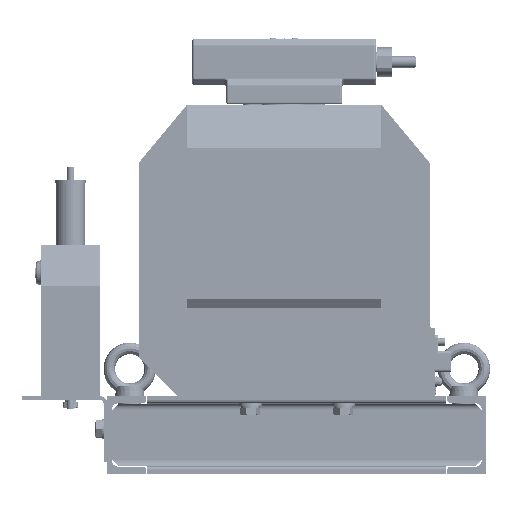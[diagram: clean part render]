
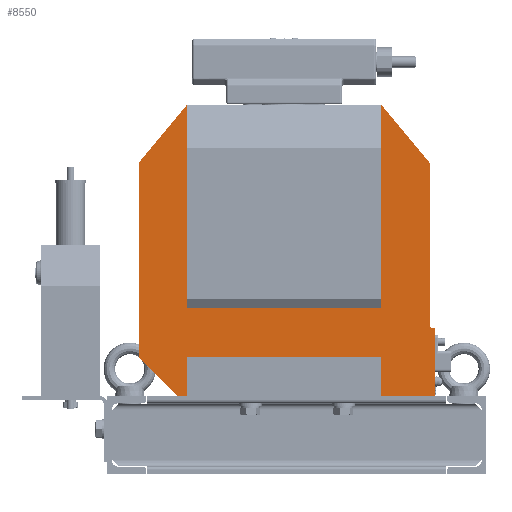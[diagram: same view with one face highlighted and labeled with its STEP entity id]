
A CAD part, front view. The second image highlights one B-rep face of the part: STEP entity #8550.
In plain terms, the highlighted planar face has unit normal (0, -1, 0).
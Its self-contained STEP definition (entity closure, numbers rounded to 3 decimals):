
#8550=ADVANCED_FACE('',(#29596),#29598,.T.);
#29596=FACE_BOUND('',#29597,.T.);
#29597=EDGE_LOOP('',(#45651,#45652,#45653,#45654,#45655,#45656,#45657,#45658,#45659,
#45660,#45661,#45662,#45663,#45664,#45665));
#29598=PLANE('',#29599);
#29599=AXIS2_PLACEMENT_3D('',#29600,#29601,#29602);
#29600=CARTESIAN_POINT('',(150.,-70.,150.));
#29601=DIRECTION('',(0.,-1.,0.));
#29602=DIRECTION('',(-1.,0.,0.));
#45651=ORIENTED_EDGE('',*,*,#52057,.T.);
#45652=ORIENTED_EDGE('',*,*,#52058,.T.);
#45653=ORIENTED_EDGE('',*,*,#52059,.F.);
#45654=ORIENTED_EDGE('',*,*,#52060,.F.);
#45655=ORIENTED_EDGE('',*,*,#52061,.T.);
#45656=ORIENTED_EDGE('',*,*,#52062,.T.);
#45657=ORIENTED_EDGE('',*,*,#52063,.T.);
#45658=ORIENTED_EDGE('',*,*,#52064,.F.);
#45659=ORIENTED_EDGE('',*,*,#52065,.F.);
#45660=ORIENTED_EDGE('',*,*,#52066,.T.);
#45661=ORIENTED_EDGE('',*,*,#52067,.T.);
#45662=ORIENTED_EDGE('',*,*,#52068,.F.);
#45663=ORIENTED_EDGE('',*,*,#52069,.T.);
#45664=ORIENTED_EDGE('',*,*,#52040,.T.);
#45665=ORIENTED_EDGE('',*,*,#52027,.F.);
#52027=EDGE_CURVE('',#55663,#55659,#55665,.T.);
#52040=EDGE_CURVE('',#55686,#55659,#55687,.T.);
#52057=EDGE_CURVE('',#55663,#55716,#55718,.F.);
#52058=EDGE_CURVE('',#55716,#55719,#55720,.T.);
#52059=EDGE_CURVE('',#55721,#55719,#55722,.T.);
#52060=EDGE_CURVE('',#55723,#55721,#55724,.T.);
#52061=EDGE_CURVE('',#55723,#55725,#55726,.F.);
#52062=EDGE_CURVE('',#55725,#55727,#55728,.T.);
#52063=EDGE_CURVE('',#55727,#55729,#55730,.F.);
#52064=EDGE_CURVE('',#55731,#55729,#55732,.T.);
#52065=EDGE_CURVE('',#55733,#55731,#55734,.T.);
#52066=EDGE_CURVE('',#55733,#55735,#55736,.T.);
#52067=EDGE_CURVE('',#55735,#55737,#55738,.T.);
#52068=EDGE_CURVE('',#55739,#55737,#55740,.T.);
#52069=EDGE_CURVE('',#55739,#55686,#55741,.T.);
#55659=VERTEX_POINT('',#65087);
#55663=VERTEX_POINT('',#65095);
#55665=LINE('',#65099,#65100);
#55686=VERTEX_POINT('',#65146);
#55687=LINE('',#65147,#65148);
#55716=VERTEX_POINT('',#65208);
#55718=LINE('',#65212,#65213);
#55719=VERTEX_POINT('',#65215);
#55720=LINE('',#65216,#65217);
#55721=VERTEX_POINT('',#65219);
#55722=LINE('',#65220,#65221);
#55723=VERTEX_POINT('',#65223);
#55724=LINE('',#65224,#65225);
#55725=VERTEX_POINT('',#65227);
#55726=LINE('',#65228,#65229);
#55727=VERTEX_POINT('',#65231);
#55728=LINE('',#65232,#65233);
#55729=VERTEX_POINT('',#65235);
#55730=LINE('',#65236,#65237);
#55731=VERTEX_POINT('',#65239);
#55732=LINE('',#65240,#65241);
#55733=VERTEX_POINT('',#65243);
#55734=LINE('',#65244,#65245);
#55735=VERTEX_POINT('',#65247);
#55736=LINE('',#65248,#65249);
#55737=VERTEX_POINT('',#65251);
#55738=LINE('',#65252,#65253);
#55739=VERTEX_POINT('',#65255);
#55740=LINE('',#65256,#65257);
#55741=LINE('',#65259,#65260);
#65087=CARTESIAN_POINT('',(150.,-70.,-79.));
#65095=CARTESIAN_POINT('',(150.,-70.,90.));
#65099=CARTESIAN_POINT('',(150.,-70.,90.));
#65100=VECTOR('',#65101,1.);
#65101=DIRECTION('',(0.,0.,-1.));
#65146=CARTESIAN_POINT('',(155.,-70.,-80.34));
#65147=CARTESIAN_POINT('',(155.,-70.,-80.34));
#65148=VECTOR('',#65149,1.);
#65149=DIRECTION('',(-0.966,0.,0.259));
#65208=CARTESIAN_POINT('',(100.,-70.,150.));
#65212=CARTESIAN_POINT('',(100.,-70.,150.));
#65213=VECTOR('',#65214,1.);
#65214=DIRECTION('',(0.64,0.,-0.768));
#65215=CARTESIAN_POINT('',(100.,-70.,-59.378));
#65216=CARTESIAN_POINT('',(100.,-70.,150.));
#65217=VECTOR('',#65218,1.);
#65218=DIRECTION('',(0.,0.,-1.));
#65219=CARTESIAN_POINT('',(-100.,-70.,-59.378));
#65220=CARTESIAN_POINT('',(-100.,-70.,-59.378));
#65221=VECTOR('',#65222,1.);
#65222=DIRECTION('',(1.,0.,0.));
#65223=CARTESIAN_POINT('',(-100.,-70.,150.));
#65224=CARTESIAN_POINT('',(-100.,-70.,150.));
#65225=VECTOR('',#65226,1.);
#65226=DIRECTION('',(0.,0.,-1.));
#65227=CARTESIAN_POINT('',(-150.,-70.,90.));
#65228=CARTESIAN_POINT('',(-150.,-70.,90.));
#65229=VECTOR('',#65230,1.);
#65230=DIRECTION('',(0.64,0.,0.768));
#65231=CARTESIAN_POINT('',(-150.,-70.,-110.));
#65232=CARTESIAN_POINT('',(-150.,-70.,90.));
#65233=VECTOR('',#65234,1.);
#65234=DIRECTION('',(0.,0.,-1.));
#65235=CARTESIAN_POINT('',(-110.,-70.,-150.));
#65236=CARTESIAN_POINT('',(-110.,-70.,-150.));
#65237=VECTOR('',#65238,1.);
#65238=DIRECTION('',(-0.707,0.,0.707));
#65239=CARTESIAN_POINT('',(-100.,-70.,-150.));
#65240=CARTESIAN_POINT('',(-100.,-70.,-150.));
#65241=VECTOR('',#65242,1.);
#65242=DIRECTION('',(-1.,0.,0.));
#65243=CARTESIAN_POINT('',(-100.,-70.,-110.));
#65244=CARTESIAN_POINT('',(-100.,-70.,-110.));
#65245=VECTOR('',#65246,1.);
#65246=DIRECTION('',(0.,0.,-1.));
#65247=CARTESIAN_POINT('',(100.,-70.,-110.));
#65248=CARTESIAN_POINT('',(-100.,-70.,-110.));
#65249=VECTOR('',#65250,1.);
#65250=DIRECTION('',(1.,0.,0.));
#65251=CARTESIAN_POINT('',(100.,-70.,-150.));
#65252=CARTESIAN_POINT('',(100.,-70.,-110.));
#65253=VECTOR('',#65254,1.);
#65254=DIRECTION('',(0.,0.,-1.));
#65255=CARTESIAN_POINT('',(155.,-70.,-150.));
#65256=CARTESIAN_POINT('',(155.,-70.,-150.));
#65257=VECTOR('',#65258,1.);
#65258=DIRECTION('',(-1.,0.,0.));
#65259=CARTESIAN_POINT('',(155.,-70.,-150.));
#65260=VECTOR('',#65261,1.);
#65261=DIRECTION('',(0.,0.,1.));
